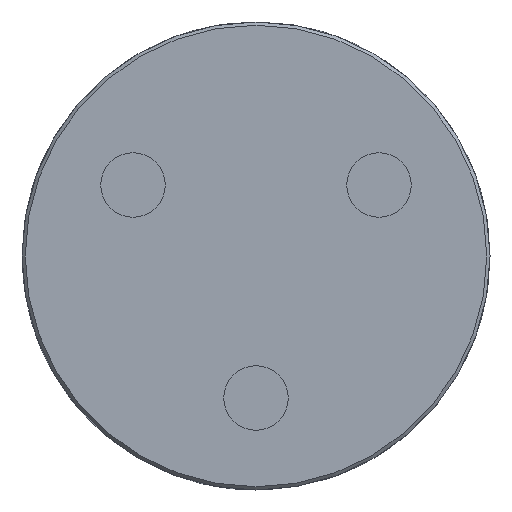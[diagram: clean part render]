
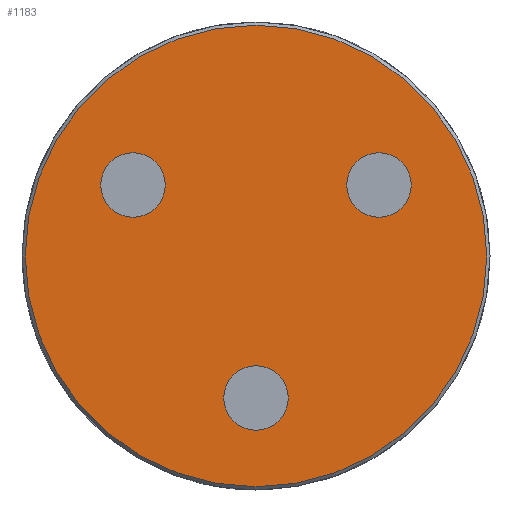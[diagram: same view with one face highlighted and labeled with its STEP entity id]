
A CAD part, front view. The second image highlights one B-rep face of the part: STEP entity #1183.
In plain terms, the highlighted planar face has unit normal (0, -1, 0).
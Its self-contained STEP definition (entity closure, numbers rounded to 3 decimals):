
#19=FACE_BOUND('',#410,.T.);
#20=FACE_BOUND('',#411,.T.);
#21=FACE_BOUND('',#412,.T.);
#251=PLANE('',#1232);
#330=FACE_OUTER_BOUND('',#409,.T.);
#409=EDGE_LOOP('',(#1070));
#410=EDGE_LOOP('',(#1071));
#411=EDGE_LOOP('',(#1072));
#412=EDGE_LOOP('',(#1073));
#441=CIRCLE('',#1202,1.);
#443=CIRCLE('',#1206,1.);
#445=CIRCLE('',#1210,1.);
#447=CIRCLE('',#1214,7.15);
#449=VERTEX_POINT('',#1327);
#451=VERTEX_POINT('',#1334);
#453=VERTEX_POINT('',#1341);
#455=VERTEX_POINT('',#1348);
#557=EDGE_CURVE('',#449,#449,#441,.T.);
#560=EDGE_CURVE('',#451,#451,#443,.T.);
#563=EDGE_CURVE('',#453,#453,#445,.T.);
#566=EDGE_CURVE('',#455,#455,#447,.T.);
#1070=ORIENTED_EDGE('',*,*,#566,.F.);
#1071=ORIENTED_EDGE('',*,*,#557,.T.);
#1072=ORIENTED_EDGE('',*,*,#560,.T.);
#1073=ORIENTED_EDGE('',*,*,#563,.T.);
#1183=ADVANCED_FACE('',(#330,#19,#20,#21),#251,.F.);
#1202=AXIS2_PLACEMENT_3D('',#1329,#1244,#1245);
#1206=AXIS2_PLACEMENT_3D('',#1336,#1253,#1254);
#1210=AXIS2_PLACEMENT_3D('',#1343,#1262,#1263);
#1214=AXIS2_PLACEMENT_3D('',#1350,#1271,#1272);
#1232=AXIS2_PLACEMENT_3D('',#6167,#1316,#1317);
#1244=DIRECTION('center_axis',(0.,1.,0.));
#1245=DIRECTION('ref_axis',(-0.5,0.,0.866));
#1253=DIRECTION('center_axis',(0.,1.,0.));
#1254=DIRECTION('ref_axis',(-0.5,0.,-0.866));
#1262=DIRECTION('center_axis',(0.,1.,0.));
#1263=DIRECTION('ref_axis',(1.,0.,0.));
#1271=DIRECTION('center_axis',(0.,1.,0.));
#1272=DIRECTION('ref_axis',(1.,0.,0.));
#1316=DIRECTION('center_axis',(0.,1.,0.));
#1317=DIRECTION('ref_axis',(1.,0.,0.));
#1327=CARTESIAN_POINT('',(4.311,0.,1.334));
#1329=CARTESIAN_POINT('Origin',(3.811,0.,2.2));
#1334=CARTESIAN_POINT('',(-3.311,0.,3.066));
#1336=CARTESIAN_POINT('Origin',(-3.811,0.,2.2));
#1341=CARTESIAN_POINT('',(-1.,0.,-4.4));
#1343=CARTESIAN_POINT('Origin',(0.,0.,-4.4));
#1348=CARTESIAN_POINT('',(-7.15,0.,0.));
#1350=CARTESIAN_POINT('Origin',(0.,0.,0.));
#6167=CARTESIAN_POINT('Origin',(0.18,0.,-0.1));
